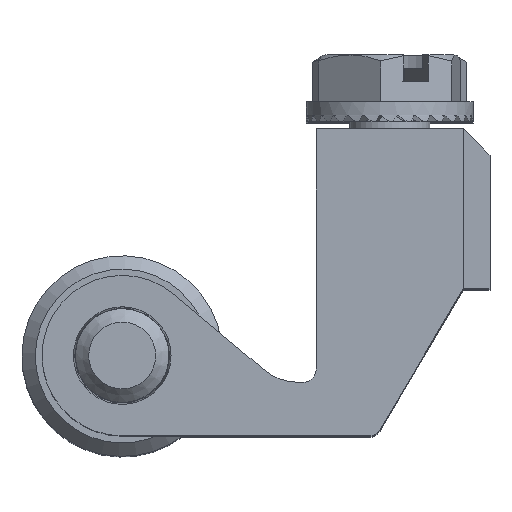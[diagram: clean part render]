
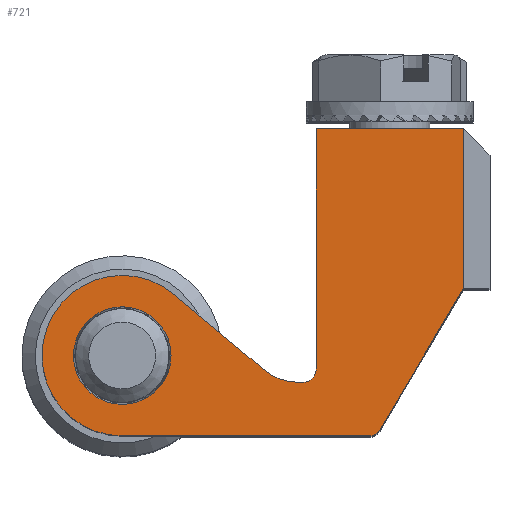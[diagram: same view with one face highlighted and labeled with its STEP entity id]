
A CAD part, top view. The second image highlights one B-rep face of the part: STEP entity #721.
In plain terms, the highlighted planar face has unit normal (0, 0, 1).
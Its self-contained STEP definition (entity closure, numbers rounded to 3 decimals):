
#721 = ADVANCED_FACE( '', ( #1735, #1736 ), #1737, .F. );
#1735 = FACE_BOUND( '', #3088, .T. );
#1736 = FACE_OUTER_BOUND( '', #3089, .T. );
#1737 = PLANE( '', #3090 );
#3088 = EDGE_LOOP( '', ( #7163 ) );
#3089 = EDGE_LOOP( '', ( #7164, #7165, #7166, #7167, #7168, #7169, #7170, #7171, #7172, #7173, #7174, #7175 ) );
#3090 = AXIS2_PLACEMENT_3D( '', #7176, #7177, #7178 );
#7163 = ORIENTED_EDGE( '', *, *, #9095, .T. );
#7164 = ORIENTED_EDGE( '', *, *, #9093, .F. );
#7165 = ORIENTED_EDGE( '', *, *, #9090, .T. );
#7166 = ORIENTED_EDGE( '', *, *, #9060, .F. );
#7167 = ORIENTED_EDGE( '', *, *, #9096, .F. );
#7168 = ORIENTED_EDGE( '', *, *, #9097, .F. );
#7169 = ORIENTED_EDGE( '', *, *, #9031, .F. );
#7170 = ORIENTED_EDGE( '', *, *, #9098, .F. );
#7171 = ORIENTED_EDGE( '', *, *, #9099, .T. );
#7172 = ORIENTED_EDGE( '', *, *, #9100, .F. );
#7173 = ORIENTED_EDGE( '', *, *, #9101, .T. );
#7174 = ORIENTED_EDGE( '', *, *, #9102, .F. );
#7175 = ORIENTED_EDGE( '', *, *, #9103, .F. );
#7176 = CARTESIAN_POINT( '', ( 20.5, 23., 0. ) );
#7177 = DIRECTION( '', ( 0., 0., -1. ) );
#7178 = DIRECTION( '', ( 0., 1., 0. ) );
#9031 = EDGE_CURVE( '', #11350, #11351, #11352, .T. );
#9060 = EDGE_CURVE( '', #11406, #11407, #11408, .T. );
#9090 = EDGE_CURVE( '', #11459, #11407, #11460, .F. );
#9093 = EDGE_CURVE( '', #11459, #11464, #11465, .T. );
#9095 = EDGE_CURVE( '', #11467, #11467, #11468, .T. );
#9096 = EDGE_CURVE( '', #11469, #11406, #11470, .T. );
#9097 = EDGE_CURVE( '', #11351, #11469, #11471, .T. );
#9098 = EDGE_CURVE( '', #11472, #11350, #11473, .T. );
#9099 = EDGE_CURVE( '', #11472, #11474, #11475, .T. );
#9100 = EDGE_CURVE( '', #11476, #11474, #11477, .T. );
#9101 = EDGE_CURVE( '', #11476, #11478, #11479, .T. );
#9102 = EDGE_CURVE( '', #11480, #11478, #11481, .T. );
#9103 = EDGE_CURVE( '', #11464, #11480, #11482, .T. );
#11350 = VERTEX_POINT( '', #15116 );
#11351 = VERTEX_POINT( '', #15117 );
#11352 = LINE( '', #15118, #15119 );
#11406 = VERTEX_POINT( '', #15192 );
#11407 = VERTEX_POINT( '', #15193 );
#11408 = LINE( '', #15194, #15195 );
#11459 = VERTEX_POINT( '', #15269 );
#11460 = CIRCLE( '', #15270, 1. );
#11464 = VERTEX_POINT( '', #15276 );
#11465 = LINE( '', #15277, #15278 );
#11467 = VERTEX_POINT( '', #15281 );
#11468 = CIRCLE( '', #15282, 3.65 );
#11469 = VERTEX_POINT( '', #15283 );
#11470 = LINE( '', #15284, #15285 );
#11471 = LINE( '', #15286, #15287 );
#11472 = VERTEX_POINT( '', #15288 );
#11473 = LINE( '', #15289, #15290 );
#11474 = VERTEX_POINT( '', #15291 );
#11475 = CIRCLE( '', #15292, 1. );
#11476 = VERTEX_POINT( '', #15293 );
#11477 = LINE( '', #15294, #15295 );
#11478 = VERTEX_POINT( '', #15296 );
#11479 = CIRCLE( '', #15297, 4. );
#11480 = VERTEX_POINT( '', #15298 );
#11481 = LINE( '', #15299, #15300 );
#11482 = CIRCLE( '', #15301, 6. );
#15116 = CARTESIAN_POINT( '', ( 20.5, 17.476, 0. ) );
#15117 = CARTESIAN_POINT( '', ( 20.5, 23., 0. ) );
#15118 = CARTESIAN_POINT( '', ( 20.5, 17.476, 0. ) );
#15119 = VECTOR( '', #17358, 1000. );
#15192 = CARTESIAN_POINT( '', ( 31.5, 11., 0. ) );
#15193 = CARTESIAN_POINT( '', ( 25.29, 0.491, 0. ) );
#15194 = CARTESIAN_POINT( '', ( 31.5, 11., 0. ) );
#15195 = VECTOR( '', #17405, 1000. );
#15269 = CARTESIAN_POINT( '', ( 24.429, 0., 0. ) );
#15270 = AXIS2_PLACEMENT_3D( '', #17447, #17448, #17449 );
#15276 = CARTESIAN_POINT( '', ( 6., 0., 0. ) );
#15277 = CARTESIAN_POINT( '', ( 25., 0., 0. ) );
#15278 = VECTOR( '', #17452, 1000. );
#15281 = CARTESIAN_POINT( '', ( 2.35, 6., 0. ) );
#15282 = AXIS2_PLACEMENT_3D( '', #17454, #17455, #17456 );
#15283 = CARTESIAN_POINT( '', ( 31.5, 23., 0. ) );
#15284 = CARTESIAN_POINT( '', ( 31.5, 23., 0. ) );
#15285 = VECTOR( '', #17457, 1000. );
#15286 = CARTESIAN_POINT( '', ( 20.5, 23., 0. ) );
#15287 = VECTOR( '', #17458, 1000. );
#15288 = CARTESIAN_POINT( '', ( 20.5, 5., 0. ) );
#15289 = CARTESIAN_POINT( '', ( 20.5, 0., 0. ) );
#15290 = VECTOR( '', #17459, 1000. );
#15291 = CARTESIAN_POINT( '', ( 19.5, 4., 0. ) );
#15292 = AXIS2_PLACEMENT_3D( '', #17460, #17461, #17462 );
#15293 = CARTESIAN_POINT( '', ( 19.174, 4., 0. ) );
#15294 = CARTESIAN_POINT( '', ( 17.718, 4., 0. ) );
#15295 = VECTOR( '', #17463, 1000. );
#15296 = CARTESIAN_POINT( '', ( 16.603, 4.936, 0. ) );
#15297 = AXIS2_PLACEMENT_3D( '', #17464, #17465, #17466 );
#15298 = CARTESIAN_POINT( '', ( 9.857, 10.596, 0. ) );
#15299 = CARTESIAN_POINT( '', ( 9.857, 10.596, 0. ) );
#15300 = VECTOR( '', #17467, 1000. );
#15301 = AXIS2_PLACEMENT_3D( '', #17468, #17469, #17470 );
#17358 = DIRECTION( '', ( 0., 1., 0. ) );
#17405 = DIRECTION( '', ( -0.509, -0.861, 0. ) );
#17447 = CARTESIAN_POINT( '', ( 24.429, 1., 0. ) );
#17448 = DIRECTION( '', ( 0., 0., -1. ) );
#17449 = DIRECTION( '', ( -1., 0., 0. ) );
#17452 = DIRECTION( '', ( -1., 0., 0. ) );
#17454 = CARTESIAN_POINT( '', ( 6., 6., 0. ) );
#17455 = DIRECTION( '', ( 0., 0., -1. ) );
#17456 = DIRECTION( '', ( -1., 0., 0. ) );
#17457 = DIRECTION( '', ( 0., -1., 0. ) );
#17458 = DIRECTION( '', ( 1., 0., 0. ) );
#17459 = DIRECTION( '', ( 0., 1., 0. ) );
#17460 = CARTESIAN_POINT( '', ( 19.5, 5., 0. ) );
#17461 = DIRECTION( '', ( 0., 0., -1. ) );
#17462 = DIRECTION( '', ( -1., 0., 0. ) );
#17463 = DIRECTION( '', ( 1., 0., 0. ) );
#17464 = CARTESIAN_POINT( '', ( 19.174, 8., 0. ) );
#17465 = DIRECTION( '', ( 0., 0., -1. ) );
#17466 = DIRECTION( '', ( -1., 0., 0. ) );
#17467 = DIRECTION( '', ( 0.766, -0.643, 0. ) );
#17468 = CARTESIAN_POINT( '', ( 6., 6., 0. ) );
#17469 = DIRECTION( '', ( 0., 0., -1. ) );
#17470 = DIRECTION( '', ( 1., 0., 0. ) );
